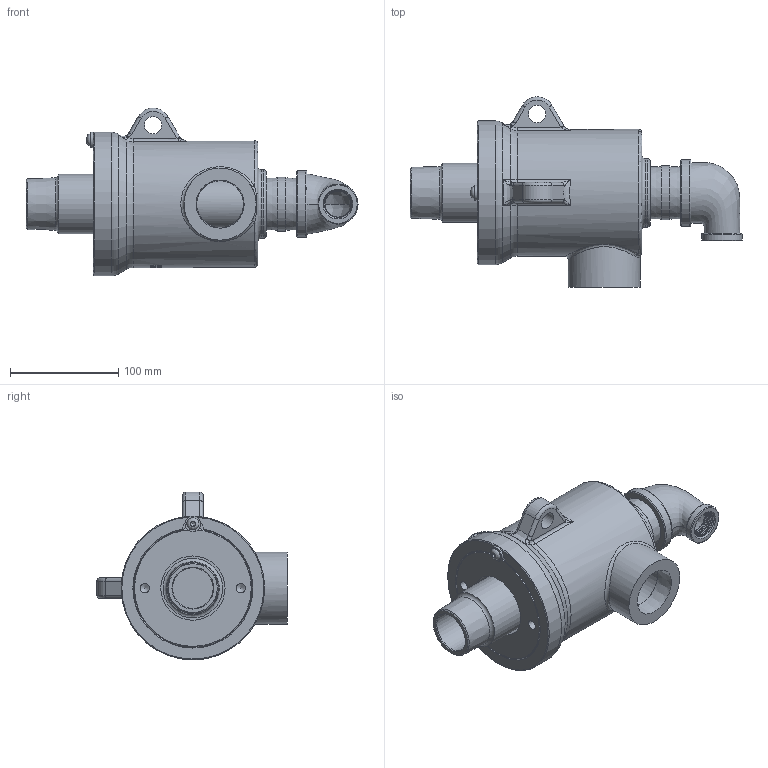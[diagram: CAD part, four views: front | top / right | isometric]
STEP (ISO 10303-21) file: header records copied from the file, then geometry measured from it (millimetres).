
FILE_DESCRIPTION(/* description */ (''),/* implementation_level */ '2;1');
FILE_NAME(/* name */ '9150-001-104401-IC.stp',/* time_stamp */ '2020-05-18T13:58:35-05:00',/* author */ ('Moorera'),/* organization */ (''),/* preprocessor_version */ 'ST-DEVELOPER v18.1',/* originating_system */ 'Autodesk Inventor 2020',/* authorisation */ '');
FILE_SCHEMA (('AUTOMOTIVE_DESIGN { 1 0 10303 214 3 1 1 }'));
Products named in the file (1): 9150-001-104401-IC
Bounding box: 307.31 x 176.2 x 155.4 mm (x, y, z)
Volume: 1939291.1 mm3; surface area: 162520 mm2
Topology: 1 solids, 2 shells, 510 faces, 1351 edges, 894 vertices
Faces by surface type: bspline 226, plane 146, cylinder 81, cone 41, torus 16
Full cylindrical faces by diameter (mm): 4.978 x1, 6.35 x1, 7.1 x1, 8.7 x2, 11.1 x1, 14.3 x1, 16 x2, 24.117 x1, 37.084 x1, 37.6 x1, 43.256 x1, 50 x1, 53.3 x1, 55 x2, 59.5 x1, 61.722 x1, 63.5 x1, 66.7 x1, 108 x1, 117.5 x1, 133 x1
Entity records: 75332 total; most frequent: CARTESIAN_POINT 63474, ORIENTED_EDGE 2680, DIRECTION 1956, EDGE_CURVE 1340, VERTEX_POINT 894, AXIS2_PLACEMENT_3D 751, EDGE_LOOP 578, FACE_OUTER_BOUND 510
